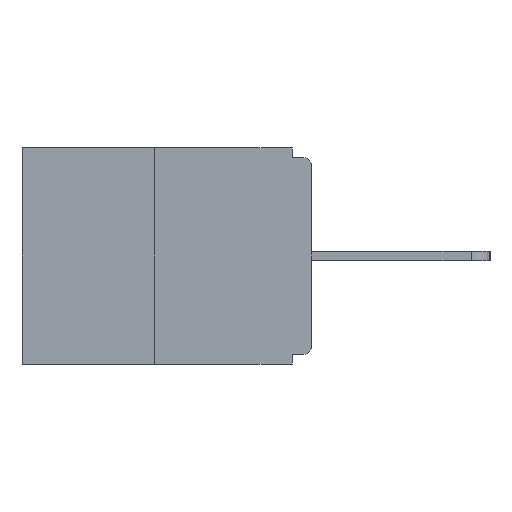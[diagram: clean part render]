
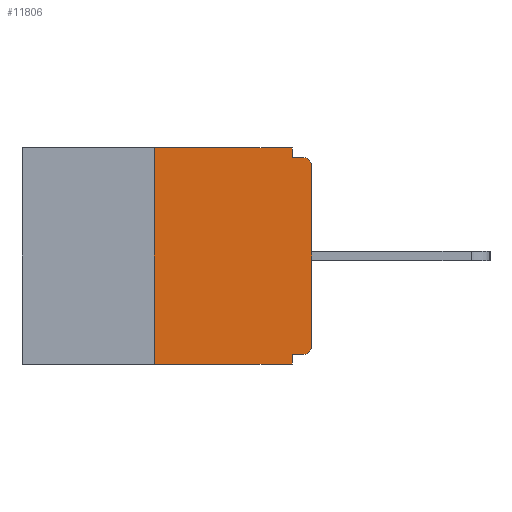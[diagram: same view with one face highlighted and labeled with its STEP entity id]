
A CAD part, left-side view. The second image highlights one B-rep face of the part: STEP entity #11806.
In plain terms, the highlighted planar face has unit normal (-1, 0, 0).
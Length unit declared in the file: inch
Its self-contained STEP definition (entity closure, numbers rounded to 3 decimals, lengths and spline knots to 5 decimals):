
#243 = CARTESIAN_POINT ( 'NONE',  ( 0., 0.031, -0.328 ) ) ;
#292 = ORIENTED_EDGE ( 'NONE', *, *, #9605, .F. ) ;
#510 = ORIENTED_EDGE ( 'NONE', *, *, #6100, .T. ) ;
#723 = LINE ( 'NONE', #10877, #4820 ) ;
#901 = AXIS2_PLACEMENT_3D ( 'NONE', #5634, #6874, #10069 ) ;
#956 = DIRECTION ( 'NONE',  ( 0., -1., 0. ) ) ;
#992 = DIRECTION ( 'NONE',  ( -1., 0., 0. ) ) ;
#1019 = CARTESIAN_POINT ( 'NONE',  ( 0., 0.46, -0.343 ) ) ;
#1027 = CARTESIAN_POINT ( 'NONE',  ( 0., 0.46, 0. ) ) ;
#1062 = CARTESIAN_POINT ( 'NONE',  ( 0., 0., 0. ) ) ;
#1185 = EDGE_CURVE ( 'NONE', #5646, #2002, #14321, .T. ) ;
#1203 = CARTESIAN_POINT ( 'NONE',  ( 0., 0.031, 0. ) ) ;
#1241 = VECTOR ( 'NONE', #10823, 39.37008 ) ;
#1527 = DIRECTION ( 'NONE',  ( 0., 0., -1. ) ) ;
#2002 = VERTEX_POINT ( 'NONE', #4775 ) ;
#2136 = FACE_OUTER_BOUND ( 'NONE', #7209, .T. ) ;
#2417 = PLANE ( 'NONE',  #901 ) ;
#2493 = DIRECTION ( 'NONE',  ( 0., 1., 0. ) ) ;
#2659 = VECTOR ( 'NONE', #13166, 39.37008 ) ;
#3311 = DIRECTION ( 'NONE',  ( 0., 0., 1. ) ) ;
#3394 = VECTOR ( 'NONE', #3311, 39.37008 ) ;
#3702 = CARTESIAN_POINT ( 'NONE',  ( 0., 0.25, 0. ) ) ;
#3967 = ORIENTED_EDGE ( 'NONE', *, *, #10894, .F. ) ;
#4009 = DIRECTION ( 'NONE',  ( 0., -1., 0. ) ) ;
#4011 = ORIENTED_EDGE ( 'NONE', *, *, #6816, .F. ) ;
#4024 = CARTESIAN_POINT ( 'NONE',  ( 0., 0.031, -0.343 ) ) ;
#4152 = CARTESIAN_POINT ( 'NONE',  ( 0., 0.015, -0.03 ) ) ;
#4228 = CARTESIAN_POINT ( 'NONE',  ( 0., 0., -0.015 ) ) ;
#4521 = EDGE_CURVE ( 'NONE', #12712, #7675, #5126, .T. ) ;
#4658 = EDGE_CURVE ( 'NONE', #5875, #12620, #8986, .T. ) ;
#4775 = CARTESIAN_POINT ( 'NONE',  ( 0., 0.015, -0.015 ) ) ;
#4820 = VECTOR ( 'NONE', #5179, 39.37008 ) ;
#4891 = CARTESIAN_POINT ( 'NONE',  ( 0., 0.031, 0. ) ) ;
#5126 = LINE ( 'NONE', #4024, #1241 ) ;
#5143 = CARTESIAN_POINT ( 'NONE',  ( 0., 0., -0.03 ) ) ;
#5179 = DIRECTION ( 'NONE',  ( 0., 0., 1. ) ) ;
#5289 = CARTESIAN_POINT ( 'NONE',  ( 0., 0.031, -0.343 ) ) ;
#5455 = AXIS2_PLACEMENT_3D ( 'NONE', #4152, #8690, #8627 ) ;
#5634 = CARTESIAN_POINT ( 'NONE',  ( 0., 0.46, 0. ) ) ;
#5646 = VERTEX_POINT ( 'NONE', #5143 ) ;
#5817 = EDGE_CURVE ( 'NONE', #7722, #7675, #6519, .T. ) ;
#5875 = VERTEX_POINT ( 'NONE', #3702 ) ;
#6100 = EDGE_CURVE ( 'NONE', #13258, #5646, #6767, .T. ) ;
#6314 = AXIS2_PLACEMENT_3D ( 'NONE', #10180, #992, #12364 ) ;
#6519 = LINE ( 'NONE', #1019, #7613 ) ;
#6667 = LINE ( 'NONE', #10141, #10211 ) ;
#6767 = LINE ( 'NONE', #1062, #3394 ) ;
#6816 = EDGE_CURVE ( 'NONE', #7722, #5875, #723, .T. ) ;
#6874 = DIRECTION ( 'NONE',  ( 1., 0., 0. ) ) ;
#7095 = LINE ( 'NONE', #4891, #7799 ) ;
#7209 = EDGE_LOOP ( 'NONE', ( #11772, #4011, #10507, #8162, #292, #11651, #510, #13760, #3967, #12481 ) ) ;
#7421 = CARTESIAN_POINT ( 'NONE',  ( 0., 0.25, -0.343 ) ) ;
#7613 = VECTOR ( 'NONE', #956, 39.37008 ) ;
#7675 = VERTEX_POINT ( 'NONE', #5289 ) ;
#7722 = VERTEX_POINT ( 'NONE', #7421 ) ;
#7799 = VECTOR ( 'NONE', #1527, 39.37008 ) ;
#7822 = VERTEX_POINT ( 'NONE', #8874 ) ;
#8162 = ORIENTED_EDGE ( 'NONE', *, *, #4521, .F. ) ;
#8627 = DIRECTION ( 'NONE',  ( 0., 0., -1. ) ) ;
#8657 = EDGE_CURVE ( 'NONE', #13285, #13258, #11904, .T. ) ;
#8690 = DIRECTION ( 'NONE',  ( -1., 0., 0. ) ) ;
#8874 = CARTESIAN_POINT ( 'NONE',  ( 0., 0.031, -0.015 ) ) ;
#8986 = LINE ( 'NONE', #1027, #2659 ) ;
#9605 = EDGE_CURVE ( 'NONE', #13285, #12712, #6667, .T. ) ;
#9920 = VECTOR ( 'NONE', #4009, 39.37008 ) ;
#10069 = DIRECTION ( 'NONE',  ( 0., 0., -1. ) ) ;
#10141 = CARTESIAN_POINT ( 'NONE',  ( 0., 0., -0.328 ) ) ;
#10180 = CARTESIAN_POINT ( 'NONE',  ( 0., 0.015, -0.313 ) ) ;
#10211 = VECTOR ( 'NONE', #2493, 39.37008 ) ;
#10507 = ORIENTED_EDGE ( 'NONE', *, *, #5817, .T. ) ;
#10823 = DIRECTION ( 'NONE',  ( 0., 0., -1. ) ) ;
#10877 = CARTESIAN_POINT ( 'NONE',  ( 0., 0.25, 0. ) ) ;
#10889 = CARTESIAN_POINT ( 'NONE',  ( 0., 0., -0.313 ) ) ;
#10894 = EDGE_CURVE ( 'NONE', #7822, #2002, #14020, .T. ) ;
#11651 = ORIENTED_EDGE ( 'NONE', *, *, #8657, .T. ) ;
#11772 = ORIENTED_EDGE ( 'NONE', *, *, #4658, .F. ) ;
#11806 = ADVANCED_FACE ( 'NONE', ( #2136 ), #2417, .F. ) ;
#11904 = CIRCLE ( 'NONE', #6314, 0.015 ) ;
#12364 = DIRECTION ( 'NONE',  ( 0., 0., -1. ) ) ;
#12481 = ORIENTED_EDGE ( 'NONE', *, *, #13143, .F. ) ;
#12620 = VERTEX_POINT ( 'NONE', #1203 ) ;
#12712 = VERTEX_POINT ( 'NONE', #243 ) ;
#12931 = CARTESIAN_POINT ( 'NONE',  ( 0., 0.015, -0.328 ) ) ;
#13143 = EDGE_CURVE ( 'NONE', #12620, #7822, #7095, .T. ) ;
#13166 = DIRECTION ( 'NONE',  ( 0., -1., 0. ) ) ;
#13258 = VERTEX_POINT ( 'NONE', #10889 ) ;
#13285 = VERTEX_POINT ( 'NONE', #12931 ) ;
#13760 = ORIENTED_EDGE ( 'NONE', *, *, #1185, .T. ) ;
#14020 = LINE ( 'NONE', #4228, #9920 ) ;
#14321 = CIRCLE ( 'NONE', #5455, 0.015 ) ;
